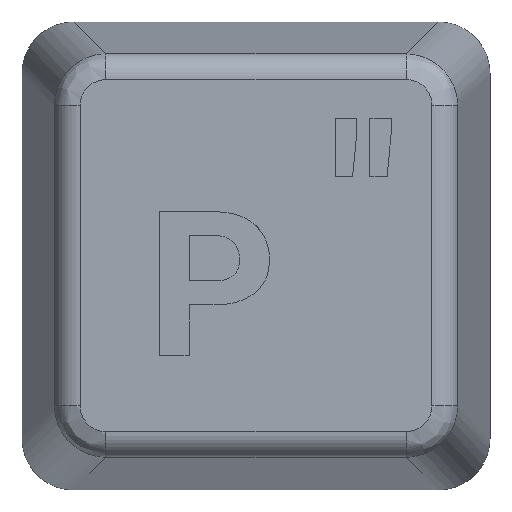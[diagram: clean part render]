
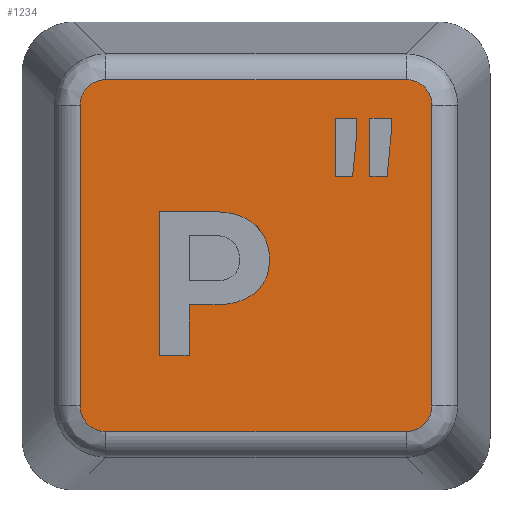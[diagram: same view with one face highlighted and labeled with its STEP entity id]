
A CAD part, top view. The second image highlights one B-rep face of the part: STEP entity #1234.
In plain terms, the highlighted planar face has unit normal (0, 0, 1).
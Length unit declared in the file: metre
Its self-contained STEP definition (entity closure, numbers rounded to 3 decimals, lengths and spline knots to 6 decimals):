
#48=B_SPLINE_CURVE_WITH_KNOTS('',2,(#1776,#1777,#1778),.UNSPECIFIED.,.F.,
 .F.,(3,3),(0.,1.),.PIECEWISE_BEZIER_KNOTS.);
#49=B_SPLINE_CURVE_WITH_KNOTS('',2,(#1780,#1781,#1782),.UNSPECIFIED.,.F.,
 .F.,(3,3),(0.,1.),.PIECEWISE_BEZIER_KNOTS.);
#50=B_SPLINE_CURVE_WITH_KNOTS('',2,(#1784,#1785,#1786),.UNSPECIFIED.,.F.,
 .F.,(3,3),(0.,1.),.PIECEWISE_BEZIER_KNOTS.);
#51=B_SPLINE_CURVE_WITH_KNOTS('',2,(#1788,#1789,#1790),.UNSPECIFIED.,.F.,
 .F.,(3,3),(0.,1.),.PIECEWISE_BEZIER_KNOTS.);
#52=B_SPLINE_CURVE_WITH_KNOTS('',2,(#1792,#1793,#1794),.UNSPECIFIED.,.F.,
 .F.,(3,3),(0.,1.),.PIECEWISE_BEZIER_KNOTS.);
#66=ELLIPSE('',#1321,0.00102,0.001);
#67=ELLIPSE('',#1322,0.00102,0.001);
#68=ELLIPSE('',#1323,0.00102,0.001);
#69=ELLIPSE('',#1324,0.00102,0.001);
#86=ORIENTED_EDGE('',*,*,#452,.T.);
#87=ORIENTED_EDGE('',*,*,#453,.T.);
#88=ORIENTED_EDGE('',*,*,#454,.T.);
#89=ORIENTED_EDGE('',*,*,#455,.T.);
#90=ORIENTED_EDGE('',*,*,#456,.T.);
#91=ORIENTED_EDGE('',*,*,#457,.T.);
#92=ORIENTED_EDGE('',*,*,#458,.T.);
#93=ORIENTED_EDGE('',*,*,#459,.T.);
#94=ORIENTED_EDGE('',*,*,#460,.T.);
#95=ORIENTED_EDGE('',*,*,#461,.T.);
#96=ORIENTED_EDGE('',*,*,#462,.F.);
#97=ORIENTED_EDGE('',*,*,#463,.T.);
#98=ORIENTED_EDGE('',*,*,#464,.F.);
#99=ORIENTED_EDGE('',*,*,#465,.T.);
#100=ORIENTED_EDGE('',*,*,#466,.F.);
#101=ORIENTED_EDGE('',*,*,#467,.T.);
#102=ORIENTED_EDGE('',*,*,#468,.F.);
#103=ORIENTED_EDGE('',*,*,#469,.T.);
#104=ORIENTED_EDGE('',*,*,#470,.T.);
#105=ORIENTED_EDGE('',*,*,#471,.T.);
#106=ORIENTED_EDGE('',*,*,#472,.T.);
#107=ORIENTED_EDGE('',*,*,#473,.T.);
#108=ORIENTED_EDGE('',*,*,#474,.T.);
#109=ORIENTED_EDGE('',*,*,#475,.T.);
#110=ORIENTED_EDGE('',*,*,#476,.T.);
#111=ORIENTED_EDGE('',*,*,#477,.T.);
#112=ORIENTED_EDGE('',*,*,#478,.T.);
#113=ORIENTED_EDGE('',*,*,#479,.T.);
#452=EDGE_CURVE('',#635,#636,#755,.T.);
#453=EDGE_CURVE('',#636,#637,#756,.T.);
#454=EDGE_CURVE('',#637,#638,#757,.T.);
#455=EDGE_CURVE('',#638,#639,#758,.T.);
#456=EDGE_CURVE('',#639,#635,#759,.T.);
#457=EDGE_CURVE('',#640,#641,#760,.T.);
#458=EDGE_CURVE('',#641,#642,#761,.T.);
#459=EDGE_CURVE('',#642,#643,#762,.T.);
#460=EDGE_CURVE('',#643,#644,#763,.T.);
#461=EDGE_CURVE('',#644,#640,#764,.T.);
#462=EDGE_CURVE('',#645,#646,#66,.F.);
#463=EDGE_CURVE('',#645,#647,#765,.T.);
#464=EDGE_CURVE('',#648,#647,#67,.F.);
#465=EDGE_CURVE('',#648,#649,#766,.T.);
#466=EDGE_CURVE('',#650,#649,#68,.F.);
#467=EDGE_CURVE('',#650,#651,#767,.T.);
#468=EDGE_CURVE('',#652,#651,#69,.F.);
#469=EDGE_CURVE('',#652,#646,#768,.T.);
#470=EDGE_CURVE('',#653,#654,#769,.T.);
#471=EDGE_CURVE('',#654,#655,#770,.T.);
#472=EDGE_CURVE('',#655,#656,#771,.T.);
#473=EDGE_CURVE('',#656,#657,#772,.T.);
#474=EDGE_CURVE('',#657,#658,#773,.T.);
#475=EDGE_CURVE('',#658,#659,#48,.T.);
#476=EDGE_CURVE('',#659,#660,#49,.T.);
#477=EDGE_CURVE('',#660,#661,#50,.T.);
#478=EDGE_CURVE('',#661,#662,#51,.T.);
#479=EDGE_CURVE('',#662,#653,#52,.T.);
#635=VERTEX_POINT('',#1730);
#636=VERTEX_POINT('',#1731);
#637=VERTEX_POINT('',#1733);
#638=VERTEX_POINT('',#1735);
#639=VERTEX_POINT('',#1737);
#640=VERTEX_POINT('',#1740);
#641=VERTEX_POINT('',#1741);
#642=VERTEX_POINT('',#1743);
#643=VERTEX_POINT('',#1745);
#644=VERTEX_POINT('',#1747);
#645=VERTEX_POINT('',#1750);
#646=VERTEX_POINT('',#1751);
#647=VERTEX_POINT('',#1753);
#648=VERTEX_POINT('',#1755);
#649=VERTEX_POINT('',#1757);
#650=VERTEX_POINT('',#1759);
#651=VERTEX_POINT('',#1761);
#652=VERTEX_POINT('',#1763);
#653=VERTEX_POINT('',#1766);
#654=VERTEX_POINT('',#1767);
#655=VERTEX_POINT('',#1769);
#656=VERTEX_POINT('',#1771);
#657=VERTEX_POINT('',#1773);
#658=VERTEX_POINT('',#1775);
#659=VERTEX_POINT('',#1779);
#660=VERTEX_POINT('',#1783);
#661=VERTEX_POINT('',#1787);
#662=VERTEX_POINT('',#1791);
#755=LINE('',#1729,#890);
#756=LINE('',#1732,#891);
#757=LINE('',#1734,#892);
#758=LINE('',#1736,#893);
#759=LINE('',#1738,#894);
#760=LINE('',#1739,#895);
#761=LINE('',#1742,#896);
#762=LINE('',#1744,#897);
#763=LINE('',#1746,#898);
#764=LINE('',#1748,#899);
#765=LINE('',#1752,#900);
#766=LINE('',#1756,#901);
#767=LINE('',#1760,#902);
#768=LINE('',#1764,#903);
#769=LINE('',#1765,#904);
#770=LINE('',#1768,#905);
#771=LINE('',#1770,#906);
#772=LINE('',#1772,#907);
#773=LINE('',#1774,#908);
#890=VECTOR('',#1414,1.);
#891=VECTOR('',#1415,1.);
#892=VECTOR('',#1416,1.);
#893=VECTOR('',#1417,1.);
#894=VECTOR('',#1418,1.);
#895=VECTOR('',#1419,1.);
#896=VECTOR('',#1420,1.);
#897=VECTOR('',#1421,1.);
#898=VECTOR('',#1422,1.);
#899=VECTOR('',#1423,1.);
#900=VECTOR('',#1426,1.);
#901=VECTOR('',#1429,1.);
#902=VECTOR('',#1432,1.);
#903=VECTOR('',#1435,1.);
#904=VECTOR('',#1436,1.);
#905=VECTOR('',#1437,1.);
#906=VECTOR('',#1438,1.);
#907=VECTOR('',#1439,1.);
#908=VECTOR('',#1440,1.);
#1025=EDGE_LOOP('',(#86,#87,#88,#89,#90));
#1026=EDGE_LOOP('',(#91,#92,#93,#94,#95));
#1027=EDGE_LOOP('',(#96,#97,#98,#99,#100,#101,#102,#103));
#1028=EDGE_LOOP('',(#104,#105,#106,#107,#108,#109,#110,#111,#112,#113));
#1106=FACE_BOUND('',#1025,.T.);
#1107=FACE_BOUND('',#1026,.T.);
#1108=FACE_BOUND('',#1027,.T.);
#1109=FACE_BOUND('',#1028,.T.);
#1187=PLANE('',#1320);
#1234=ADVANCED_FACE('',(#1106,#1107,#1108,#1109),#1187,.T.);
#1320=AXIS2_PLACEMENT_3D('',#1728,#1412,#1413);
#1321=AXIS2_PLACEMENT_3D('',#1749,#1424,#1425);
#1322=AXIS2_PLACEMENT_3D('',#1754,#1427,#1428);
#1323=AXIS2_PLACEMENT_3D('',#1758,#1430,#1431);
#1324=AXIS2_PLACEMENT_3D('',#1762,#1433,#1434);
#1412=DIRECTION('',(0.,0.,1.));
#1413=DIRECTION('',(1.,0.,0.));
#1414=DIRECTION('',(0.,-1.,0.));
#1415=DIRECTION('',(-0.095,-0.996,0.));
#1416=DIRECTION('',(-1.,0.,0.));
#1417=DIRECTION('',(0.,1.,0.));
#1418=DIRECTION('',(1.,0.,0.));
#1419=DIRECTION('',(0.,-1.,0.));
#1420=DIRECTION('',(-0.097,-0.995,0.));
#1421=DIRECTION('',(-1.,0.,0.));
#1422=DIRECTION('',(0.,1.,0.));
#1423=DIRECTION('',(1.,0.,0.));
#1424=DIRECTION('',(0.,0.,1.));
#1425=DIRECTION('',(-0.707,-0.707,0.));
#1426=DIRECTION('',(-1.,0.,0.));
#1427=DIRECTION('',(0.,0.,1.));
#1428=DIRECTION('',(0.707,-0.707,0.));
#1429=DIRECTION('',(0.,-1.,0.));
#1430=DIRECTION('',(0.,0.,1.));
#1431=DIRECTION('',(0.707,0.707,0.));
#1432=DIRECTION('',(1.,0.,0.));
#1433=DIRECTION('',(0.,0.,1.));
#1434=DIRECTION('',(-0.707,0.707,0.));
#1435=DIRECTION('',(0.,1.,0.));
#1436=DIRECTION('',(-1.,0.,0.));
#1437=DIRECTION('',(0.,-1.,0.));
#1438=DIRECTION('',(-1.,0.,0.));
#1439=DIRECTION('',(0.,1.,0.));
#1440=DIRECTION('',(1.,0.,0.));
#1728=CARTESIAN_POINT('',(0.1945,-0.01,0.0095));
#1729=CARTESIAN_POINT('',(0.199702,-0.004998,0.0095));
#1730=CARTESIAN_POINT('',(0.199702,-0.004717,0.0095));
#1731=CARTESIAN_POINT('',(0.199702,-0.005279,0.0095));
#1732=CARTESIAN_POINT('',(0.199622,-0.006117,0.0095));
#1733=CARTESIAN_POINT('',(0.199543,-0.006955,0.0095));
#1734=CARTESIAN_POINT('',(0.199213,-0.006955,0.0095));
#1735=CARTESIAN_POINT('',(0.198883,-0.006955,0.0095));
#1736=CARTESIAN_POINT('',(0.198883,-0.005836,0.0095));
#1737=CARTESIAN_POINT('',(0.198883,-0.004717,0.0095));
#1738=CARTESIAN_POINT('',(0.199292,-0.004717,0.0095));
#1739=CARTESIAN_POINT('',(0.198377,-0.004998,0.0095));
#1740=CARTESIAN_POINT('',(0.198377,-0.004717,0.0095));
#1741=CARTESIAN_POINT('',(0.198377,-0.005279,0.0095));
#1742=CARTESIAN_POINT('',(0.198296,-0.006117,0.0095));
#1743=CARTESIAN_POINT('',(0.198214,-0.006955,0.0095));
#1744=CARTESIAN_POINT('',(0.197884,-0.006955,0.0095));
#1745=CARTESIAN_POINT('',(0.197554,-0.006955,0.0095));
#1746=CARTESIAN_POINT('',(0.197554,-0.005836,0.0095));
#1747=CARTESIAN_POINT('',(0.197554,-0.004717,0.0095));
#1748=CARTESIAN_POINT('',(0.197966,-0.004717,0.0095));
#1749=CARTESIAN_POINT('',(0.200257,-0.004243,0.0095));
#1750=CARTESIAN_POINT('',(0.200277,-0.003233,0.0095));
#1751=CARTESIAN_POINT('',(0.201267,-0.004223,0.0095));
#1752=CARTESIAN_POINT('',(0.1945,-0.003233,0.0095));
#1753=CARTESIAN_POINT('',(0.188723,-0.003233,0.0095));
#1754=CARTESIAN_POINT('',(0.188743,-0.004243,0.0095));
#1755=CARTESIAN_POINT('',(0.187733,-0.004223,0.0095));
#1756=CARTESIAN_POINT('',(0.187733,-0.01,0.0095));
#1757=CARTESIAN_POINT('',(0.187733,-0.015777,0.0095));
#1758=CARTESIAN_POINT('',(0.188743,-0.015757,0.0095));
#1759=CARTESIAN_POINT('',(0.188723,-0.016767,0.0095));
#1760=CARTESIAN_POINT('',(0.1945,-0.016767,0.0095));
#1761=CARTESIAN_POINT('',(0.200277,-0.016767,0.0095));
#1762=CARTESIAN_POINT('',(0.200257,-0.015757,0.0095));
#1763=CARTESIAN_POINT('',(0.201267,-0.015777,0.0095));
#1764=CARTESIAN_POINT('',(0.201267,-0.01,0.0095));
#1765=CARTESIAN_POINT('',(0.192426,-0.011894,0.0095));
#1766=CARTESIAN_POINT('',(0.192926,-0.011894,0.0095));
#1767=CARTESIAN_POINT('',(0.191927,-0.011894,0.0095));
#1768=CARTESIAN_POINT('',(0.191927,-0.012868,0.0095));
#1769=CARTESIAN_POINT('',(0.191927,-0.013842,0.0095));
#1770=CARTESIAN_POINT('',(0.191357,-0.013842,0.0095));
#1771=CARTESIAN_POINT('',(0.190787,-0.013842,0.0095));
#1772=CARTESIAN_POINT('',(0.190787,-0.011077,0.0095));
#1773=CARTESIAN_POINT('',(0.190787,-0.008312,0.0095));
#1774=CARTESIAN_POINT('',(0.191865,-0.008312,0.0095));
#1775=CARTESIAN_POINT('',(0.192944,-0.008312,0.0095));
#1776=CARTESIAN_POINT('',(0.192944,-0.008312,0.0095));
#1777=CARTESIAN_POINT('',(0.193567,-0.008312,0.0095));
#1778=CARTESIAN_POINT('',(0.19404,-0.00854,0.0095));
#1779=CARTESIAN_POINT('',(0.19404,-0.00854,0.0095));
#1780=CARTESIAN_POINT('',(0.19404,-0.00854,0.0095));
#1781=CARTESIAN_POINT('',(0.194513,-0.008768,0.0095));
#1782=CARTESIAN_POINT('',(0.194767,-0.009188,0.0095));
#1783=CARTESIAN_POINT('',(0.194767,-0.009188,0.0095));
#1784=CARTESIAN_POINT('',(0.194767,-0.009188,0.0095));
#1785=CARTESIAN_POINT('',(0.195022,-0.009608,0.0095));
#1786=CARTESIAN_POINT('',(0.195022,-0.010142,0.0095));
#1787=CARTESIAN_POINT('',(0.195022,-0.010142,0.0095));
#1788=CARTESIAN_POINT('',(0.195022,-0.010142,0.0095));
#1789=CARTESIAN_POINT('',(0.195022,-0.010955,0.0095));
#1790=CARTESIAN_POINT('',(0.194465,-0.011425,0.0095));
#1791=CARTESIAN_POINT('',(0.194465,-0.011425,0.0095));
#1792=CARTESIAN_POINT('',(0.194465,-0.011425,0.0095));
#1793=CARTESIAN_POINT('',(0.193909,-0.011894,0.0095));
#1794=CARTESIAN_POINT('',(0.192926,-0.011894,0.0095));
